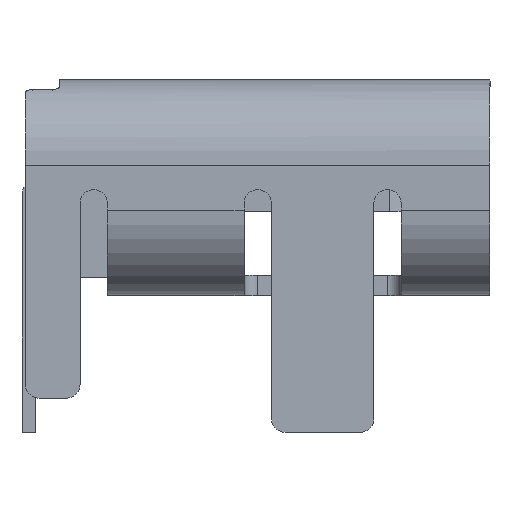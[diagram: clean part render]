
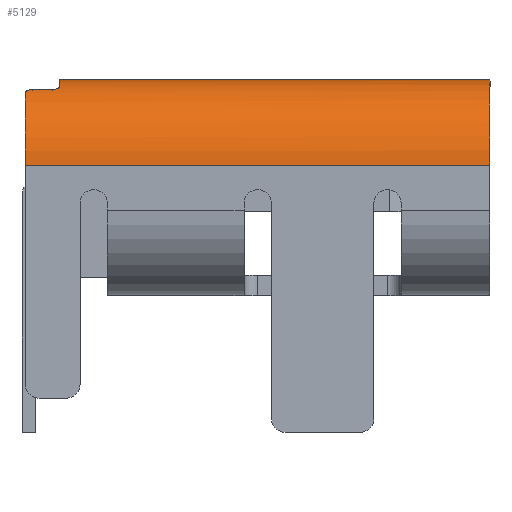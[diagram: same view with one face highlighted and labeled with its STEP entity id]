
A CAD part, left-side view. The second image highlights one B-rep face of the part: STEP entity #5129.
In plain terms, the highlighted cylindrical face has radius 1.25 mm (diameter 2.5 mm), a partial arc.
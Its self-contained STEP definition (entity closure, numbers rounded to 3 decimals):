
#228 = ORIENTED_EDGE ( 'NONE', *, *, #4385, .T. ) ;
#238 = CARTESIAN_POINT ( 'NONE',  ( -3.8, 3., 1.437 ) ) ;
#276 = CARTESIAN_POINT ( 'NONE',  ( -3.22, 3.4, 0.33 ) ) ;
#320 = VERTEX_POINT ( 'NONE', #2455 ) ;
#459 = CARTESIAN_POINT ( 'NONE',  ( -3.871, 3.397, 1.397 ) ) ;
#878 = DIRECTION ( 'NONE',  ( -1., 0., 0. ) ) ;
#971 = CARTESIAN_POINT ( 'NONE',  ( -3.8, 2.99, 1.437 ) ) ;
#1077 = CARTESIAN_POINT ( 'NONE',  ( -3.7, 2.9, 1.484 ) ) ;
#1390 = CARTESIAN_POINT ( 'NONE',  ( -3.798, 2.979, 1.438 ) ) ;
#1517 = CARTESIAN_POINT ( 'NONE',  ( -3.792, 2.96, 1.441 ) ) ;
#1588 = DIRECTION ( 'NONE',  ( -1., 0., 0. ) ) ;
#1746 = AXIS2_PLACEMENT_3D ( 'NONE', #13968, #8618, #12437 ) ;
#2013 = CARTESIAN_POINT ( 'NONE',  ( -3.9, 3.4, 1.379 ) ) ;
#2212 = CARTESIAN_POINT ( 'NONE',  ( -3.825, 3.366, 1.424 ) ) ;
#2238 = DIRECTION ( 'NONE',  ( -1., 0., 0. ) ) ;
#2402 = CARTESIAN_POINT ( 'NONE',  ( -4.47, -3.4, 0.33 ) ) ;
#2455 = CARTESIAN_POINT ( 'NONE',  ( -3.7, 2.9, 1.484 ) ) ;
#2591 = VECTOR ( 'NONE', #19518, 1000. ) ;
#2667 = AXIS2_PLACEMENT_3D ( 'NONE', #3791, #20090, #2238 ) ;
#2943 = CARTESIAN_POINT ( 'NONE',  ( -3.795, 2.97, 1.44 ) ) ;
#3437 = CARTESIAN_POINT ( 'NONE',  ( -3.834, 3.377, 1.419 ) ) ;
#3450 = LINE ( 'NONE', #18664, #3587 ) ;
#3576 = CARTESIAN_POINT ( 'NONE',  ( -3.711, 2.9, 1.48 ) ) ;
#3587 = VECTOR ( 'NONE', #11777, 1000. ) ;
#3709 = VERTEX_POINT ( 'NONE', #2402 ) ;
#3766 = CARTESIAN_POINT ( 'NONE',  ( -3.81, 3.346, 1.432 ) ) ;
#3791 = CARTESIAN_POINT ( 'NONE',  ( -3.22, 2.9, 0.33 ) ) ;
#3875 = CARTESIAN_POINT ( 'NONE',  ( -3.817, 3.357, 1.428 ) ) ;
#4079 = CARTESIAN_POINT ( 'NONE',  ( -3.22, -3.4, 1.58 ) ) ;
#4176 = DIRECTION ( 'NONE',  ( 0., 1., 0. ) ) ;
#4288 = CARTESIAN_POINT ( 'NONE',  ( -3.22, 3.4, 0.33 ) ) ;
#4385 = EDGE_CURVE ( 'NONE', #9076, #3709, #21280, .T. ) ;
#5129 = ADVANCED_FACE ( 'NONE', ( #10114 ), #15047, .T. ) ;
#5206 = CARTESIAN_POINT ( 'NONE',  ( -3.9, 3.4, 1.379 ) ) ;
#5232 = CARTESIAN_POINT ( 'NONE',  ( -3.769, 2.927, 1.453 ) ) ;
#5640 = CARTESIAN_POINT ( 'NONE',  ( -3.858, 3.391, 1.405 ) ) ;
#5763 = EDGE_CURVE ( 'NONE', #9076, #12467, #16633, .T. ) ;
#6193 = CARTESIAN_POINT ( 'NONE',  ( -3.8, 3.4, 1.437 ) ) ;
#6534 = DIRECTION ( 'NONE',  ( 0., -1., 0. ) ) ;
#6688 = ORIENTED_EDGE ( 'NONE', *, *, #13265, .T. ) ;
#7216 = AXIS2_PLACEMENT_3D ( 'NONE', #4288, #4176, #878 ) ;
#7430 = VERTEX_POINT ( 'NONE', #10215 ) ;
#7815 = EDGE_CURVE ( 'NONE', #15613, #320, #19755, .T. ) ;
#7879 = EDGE_CURVE ( 'NONE', #3709, #10676, #15044, .T. ) ;
#7999 = CARTESIAN_POINT ( 'NONE',  ( -3.788, 2.951, 1.444 ) ) ;
#8461 = ORIENTED_EDGE ( 'NONE', *, *, #11140, .F. ) ;
#8618 = DIRECTION ( 'NONE',  ( 0., 1., 0. ) ) ;
#8902 = CARTESIAN_POINT ( 'NONE',  ( -3.8, 3.312, 1.437 ) ) ;
#9076 = VERTEX_POINT ( 'NONE', #14640 ) ;
#9363 = VECTOR ( 'NONE', #21498, 1000. ) ;
#10114 = FACE_OUTER_BOUND ( 'NONE', #12918, .T. ) ;
#10211 = CARTESIAN_POINT ( 'NONE',  ( -3.8, 3.3, 1.437 ) ) ;
#10215 = CARTESIAN_POINT ( 'NONE',  ( -3.22, 2.9, 1.58 ) ) ;
#10286 = CARTESIAN_POINT ( 'NONE',  ( -3.8, 3.3, 1.437 ) ) ;
#10534 = CARTESIAN_POINT ( 'NONE',  ( -3.802, 3.324, 1.436 ) ) ;
#10676 = VERTEX_POINT ( 'NONE', #4079 ) ;
#11140 = EDGE_CURVE ( 'NONE', #7430, #10676, #3450, .T. ) ;
#11777 = DIRECTION ( 'NONE',  ( 0., -1., 0. ) ) ;
#11888 = CARTESIAN_POINT ( 'NONE',  ( -3.761, 2.92, 1.457 ) ) ;
#12437 = DIRECTION ( 'NONE',  ( -1., 0., 0. ) ) ;
#12467 = VERTEX_POINT ( 'NONE', #2013 ) ;
#12918 = EDGE_LOOP ( 'NONE', ( #19824, #228, #15309, #8461, #6688, #21476, #13697, #13035 ) ) ;
#13035 = ORIENTED_EDGE ( 'NONE', *, *, #18937, .F. ) ;
#13059 = CARTESIAN_POINT ( 'NONE',  ( -4.47, 3.4, 0.33 ) ) ;
#13166 = CIRCLE ( 'NONE', #2667, 1.25 ) ;
#13265 = EDGE_CURVE ( 'NONE', #7430, #320, #13166, .T. ) ;
#13510 = CARTESIAN_POINT ( 'NONE',  ( -3.846, 3.385, 1.412 ) ) ;
#13697 = ORIENTED_EDGE ( 'NONE', *, *, #13746, .T. ) ;
#13746 = EDGE_CURVE ( 'NONE', #15613, #17344, #18074, .T. ) ;
#13968 = CARTESIAN_POINT ( 'NONE',  ( -3.22, -3.4, 0.33 ) ) ;
#14640 = CARTESIAN_POINT ( 'NONE',  ( -4.47, 3.4, 0.33 ) ) ;
#15044 = CIRCLE ( 'NONE', #1746, 1.25 ) ;
#15047 = CYLINDRICAL_SURFACE ( 'NONE', #17672, 1.25 ) ;
#15309 = ORIENTED_EDGE ( 'NONE', *, *, #7879, .T. ) ;
#15613 = VERTEX_POINT ( 'NONE', #238 ) ;
#15967 = CARTESIAN_POINT ( 'NONE',  ( -3.8, 3., 1.437 ) ) ;
#16066 = CARTESIAN_POINT ( 'NONE',  ( -3.776, 2.934, 1.45 ) ) ;
#16633 = CIRCLE ( 'NONE', #7216, 1.25 ) ;
#17344 = VERTEX_POINT ( 'NONE', #10286 ) ;
#17672 = AXIS2_PLACEMENT_3D ( 'NONE', #276, #6534, #1588 ) ;
#18074 = LINE ( 'NONE', #6193, #2591 ) ;
#18154 = CARTESIAN_POINT ( 'NONE',  ( -3.752, 2.914, 1.461 ) ) ;
#18568 = CARTESIAN_POINT ( 'NONE',  ( -3.721, 2.902, 1.475 ) ) ;
#18664 = CARTESIAN_POINT ( 'NONE',  ( -3.22, 3.4, 1.58 ) ) ;
#18851 = CARTESIAN_POINT ( 'NONE',  ( -3.886, 3.4, 1.388 ) ) ;
#18937 = EDGE_CURVE ( 'NONE', #12467, #17344, #20855, .T. ) ;
#19518 = DIRECTION ( 'NONE',  ( 0., 1., 0. ) ) ;
#19705 = CARTESIAN_POINT ( 'NONE',  ( -3.731, 2.905, 1.471 ) ) ;
#19755 = B_SPLINE_CURVE_WITH_KNOTS ( 'NONE', 3,
 ( #15967, #971, #1390, #2943, #1517, #7999, #20205, #16066, #5232, #11888, #18154, #21471, #19705, #18568, #3576, #1077 ),
 .UNSPECIFIED., .F., .F.,
 ( 4, 3, 3, 3, 3, 4 ),
 ( 0., 0., 0., 0., 0., 0. ),
 .UNSPECIFIED. ) ;
#19824 = ORIENTED_EDGE ( 'NONE', *, *, #5763, .F. ) ;
#20090 = DIRECTION ( 'NONE',  ( 0., -1., 0. ) ) ;
#20205 = CARTESIAN_POINT ( 'NONE',  ( -3.782, 2.943, 1.447 ) ) ;
#20278 = CARTESIAN_POINT ( 'NONE',  ( -3.806, 3.334, 1.434 ) ) ;
#20855 = B_SPLINE_CURVE_WITH_KNOTS ( 'NONE', 3,
 ( #5206, #18851, #459, #5640, #13510, #3437, #2212, #3875, #3766, #20278, #10534, #8902, #10211 ),
 .UNSPECIFIED., .F., .F.,
 ( 4, 3, 3, 3, 4 ),
 ( 0., 0., 0., 0., 0. ),
 .UNSPECIFIED. ) ;
#21280 = LINE ( 'NONE', #13059, #9363 ) ;
#21471 = CARTESIAN_POINT ( 'NONE',  ( -3.742, 2.908, 1.466 ) ) ;
#21476 = ORIENTED_EDGE ( 'NONE', *, *, #7815, .F. ) ;
#21498 = DIRECTION ( 'NONE',  ( 0., -1., 0. ) ) ;
